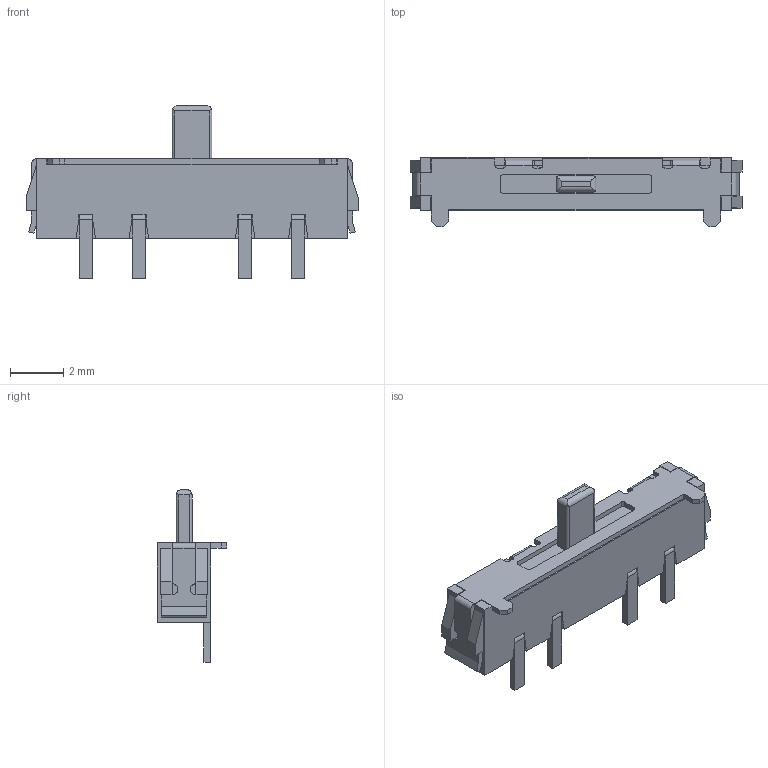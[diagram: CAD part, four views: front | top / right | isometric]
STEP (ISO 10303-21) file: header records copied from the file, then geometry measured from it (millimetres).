
FILE_DESCRIPTION(/* description */ ('STEP AP203'),/* implementation_level */ '2;1');
FILE_NAME(/* name */ 'CSS-1310TB',/* time_stamp */ '2023-12-14T17:25:04+01:00',/* author */ ('License CC BY-ND 4.0'),/* organization */ ('CADENAS'),/* preprocessor_version */ 'ST-DEVELOPER v19.3',/* originating_system */ 'PARTsolutions',/* authorisation */ ' ');
FILE_SCHEMA (('CONFIG_CONTROL_DESIGN'));
Length unit declared in the file: millimetre
Products named in the file (3): CSS-1310TB; CSS-1310TB-s; CSS-1310TB-b
Assembly tree (2 placements, depth 2):
  CSS-1310TB
    CSS-1310TB-s
    CSS-1310TB-b
Bounding box: 12.5 x 2.6 x 6.5 mm (x, y, z)
Volume: 65 mm3; surface area: 248.3 mm2
Topology: 2 solids, 2 shells, 245 faces, 671 edges, 434 vertices
Faces by surface type: plane 188, cylinder 57
Full cylindrical faces by diameter (mm): 0.7 x5
Entity records: 9183 total; most frequent: CARTESIAN_POINT 1372, ORIENTED_EDGE 1332, DIRECTION 1260, EDGE_CURVE 666, LINE 552, VECTOR 552, VERTEX_POINT 434, AXIS2_PLACEMENT_3D 354
